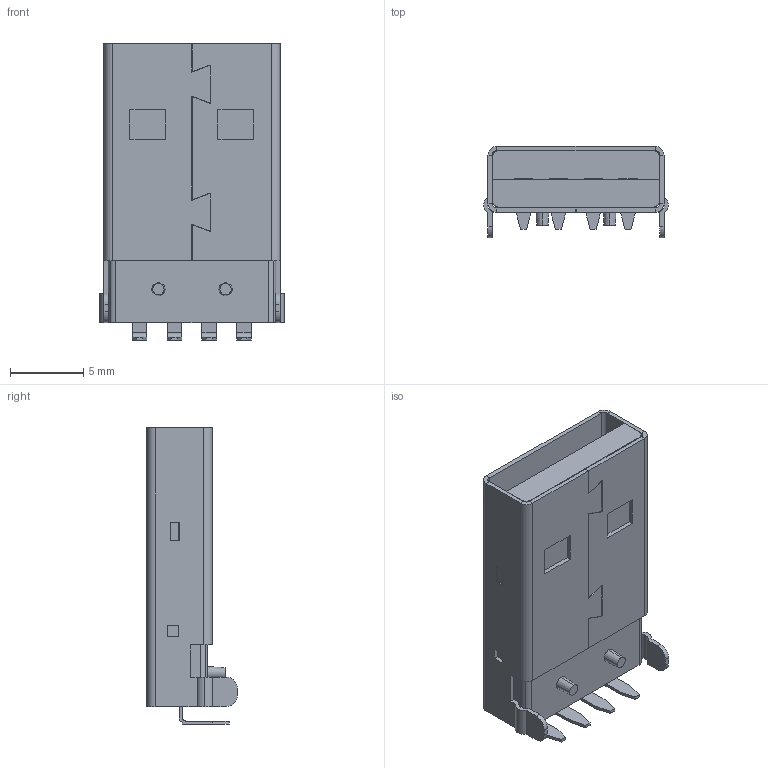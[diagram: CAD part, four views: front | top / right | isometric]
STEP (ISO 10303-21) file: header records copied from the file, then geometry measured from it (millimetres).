
FILE_DESCRIPTION (( 'STEP AP214' ), '1' );
FILE_NAME ('USB Type A Male.STEP', '2021-06-25T22:09:55', ( '' ), ( '' ), 'SwSTEP 2.0', 'SolidWorks 2021', '' );
FILE_SCHEMA (( 'AUTOMOTIVE_DESIGN' ));
Length unit declared in the file: millimetre
Products named in the file (1): USB Type A Male
Bounding box: 12.6 x 6.2 x 20.2 mm (x, y, z)
Volume: 651.8 mm3; surface area: 1742.5 mm2
Topology: 6 solids, 6 shells, 237 faces, 626 edges, 404 vertices
Faces by surface type: plane 185, cylinder 48, cone 4
Entity records: 9926 total; most frequent: CARTESIAN_POINT 1292, ORIENTED_EDGE 1252, DIRECTION 1190, EDGE_CURVE 626, LINE 522, VECTOR 522, VERTEX_POINT 404, AXIS2_PLACEMENT_3D 334
